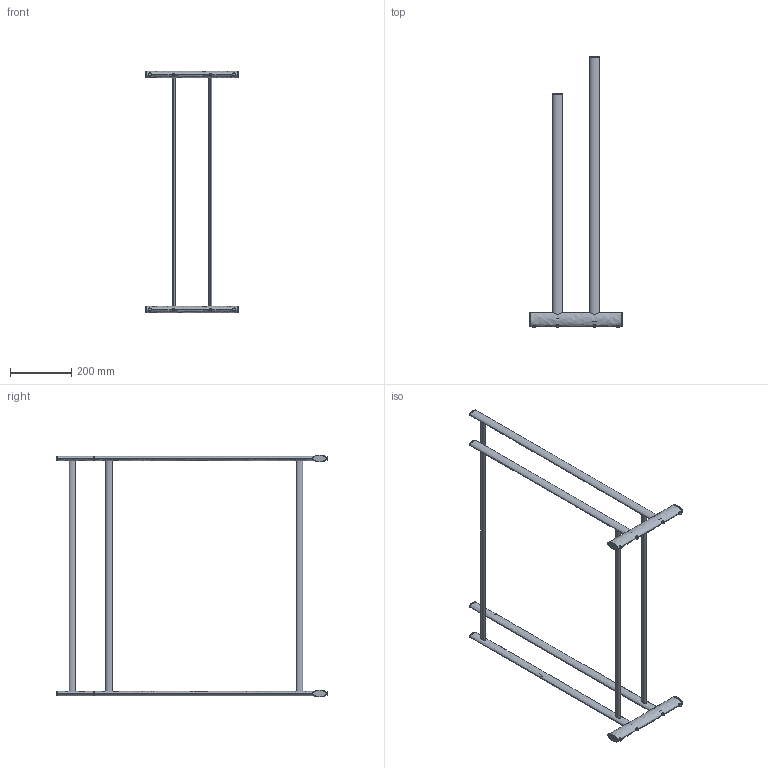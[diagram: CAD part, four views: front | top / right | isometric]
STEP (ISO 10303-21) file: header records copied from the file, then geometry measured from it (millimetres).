
FILE_DESCRIPTION (( 'STEP AP203' ), '1' );
FILE_NAME ('21985 - LUNIS.STEP', '2013-04-21T09:26:49', ( '' ), ( '' ), 'SwSTEP 2.0', 'SolidWorks 2012', '' );
FILE_SCHEMA (( 'CONFIG_CONTROL_DESIGN' ));
Length unit declared in the file: millimetre
Products named in the file (1): 21985 - LUNIS
Bounding box: 300 x 880 x 787 mm (x, y, z)
Volume: 2034424.7 mm3; surface area: 473529.1 mm2
Topology: 22 solids, 22 shells, 280 faces, 608 edges, 380 vertices
Faces by surface type: plane 116, bspline 92, cylinder 40, cone 24, torus 8
Entity records: 16867 total; most frequent: CARTESIAN_POINT 11465, ORIENTED_EDGE 1200, DIRECTION 914, EDGE_CURVE 600, VERTEX_POINT 380, AXIS2_PLACEMENT_3D 341, EDGE_LOOP 304, FACE_OUTER_BOUND 280
